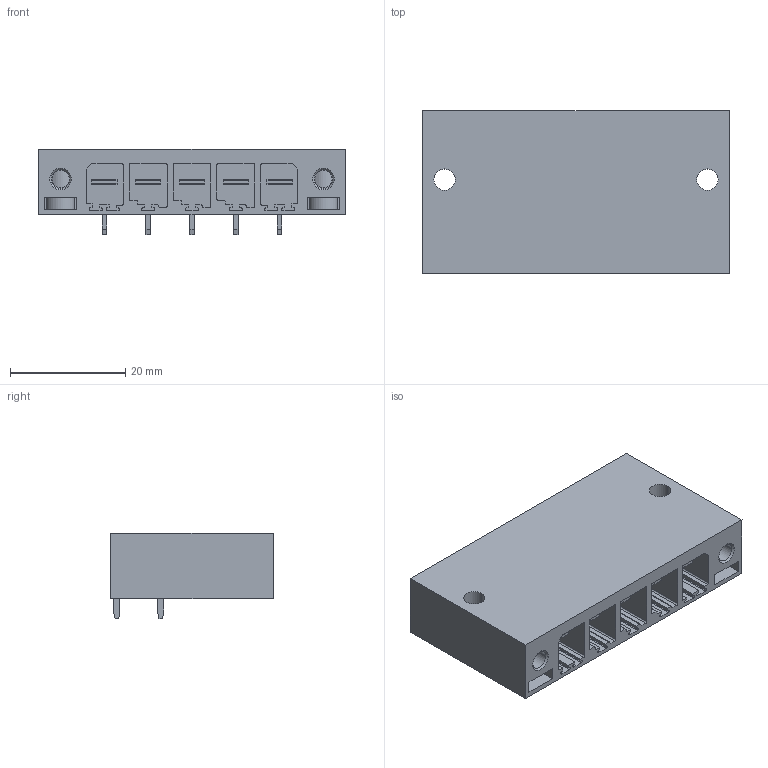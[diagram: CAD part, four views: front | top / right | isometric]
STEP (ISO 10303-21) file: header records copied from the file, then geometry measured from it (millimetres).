
FILE_DESCRIPTION(('CATIA V5 STEP Exchange','CAx-IF Rec.Pracs.--- Model Styling and Organization---1.2---2011-12-15'),'2;1');
FILE_NAME ('D1459456_0_1931510000_1931510000.stp','2018-11-29T07:46:37+00:00',('none'),('Weidmueller'),'CATIA Version 5-6 Release 2014','CATIA V5 STEP AP214','none');
FILE_SCHEMA(('AUTOMOTIVE_DESIGN { 1 0 10303 214 1 1 1 1 }'));
Length unit declared in the file: millimetre
Products named in the file (1): 1931510000
Bounding box: 53.34 x 28.3 x 14.9 mm (x, y, z)
Volume: 11980 mm3; surface area: 11168.9 mm2
Topology: 8 solids, 8 shells, 444 faces, 1250 edges, 826 vertices
Faces by surface type: plane 348, cylinder 92, cone 4
Entity records: 13194 total; most frequent: ORIENTED_EDGE 2500, CARTESIAN_POINT 2331, DIRECTION 1758, EDGE_CURVE 1250, VECTOR 1062, LINE 1062, VERTEX_POINT 826, EDGE_LOOP 474
